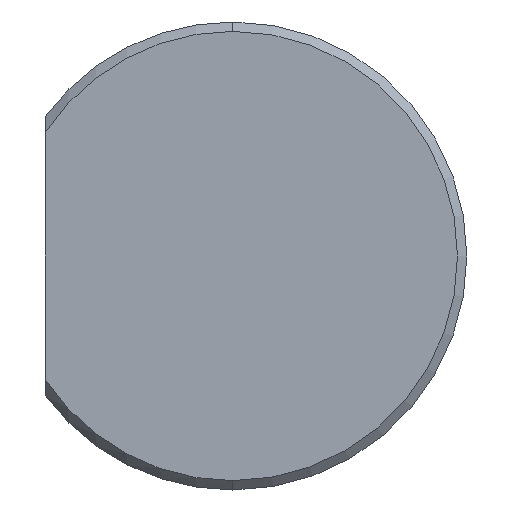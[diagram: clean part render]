
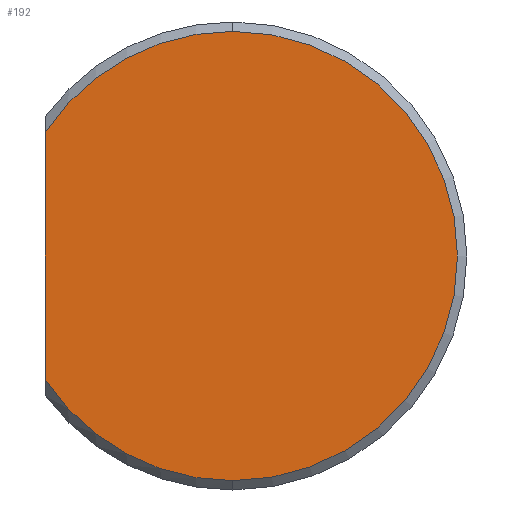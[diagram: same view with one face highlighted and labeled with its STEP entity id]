
A CAD part, front view. The second image highlights one B-rep face of the part: STEP entity #192.
In plain terms, the highlighted planar face has unit normal (0, -1, 0).
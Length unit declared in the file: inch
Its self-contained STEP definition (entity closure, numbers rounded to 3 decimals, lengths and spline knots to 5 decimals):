
#9 = EDGE_LOOP ( 'NONE', ( #394, #117, #46, #174 ) ) ;
#12 = CARTESIAN_POINT ( 'NONE',  ( -0.10015, 0., -0.06583 ) ) ;
#28 = VECTOR ( 'NONE', #300, 39.37008 ) ;
#31 = DIRECTION ( 'NONE',  ( 0., 1., 0. ) ) ;
#43 = AXIS2_PLACEMENT_3D ( 'NONE', #141, #361, #176 ) ;
#46 = ORIENTED_EDGE ( 'NONE', *, *, #47, .T. ) ;
#47 = EDGE_CURVE ( 'NONE', #287, #80, #272, .T. ) ;
#80 = VERTEX_POINT ( 'NONE', #303 ) ;
#89 = EDGE_CURVE ( 'NONE', #305, #404, #288, .T. ) ;
#101 = CARTESIAN_POINT ( 'NONE',  ( -0.10015, 0., -0.07455 ) ) ;
#102 = PLANE ( 'NONE',  #113 ) ;
#103 = EDGE_CURVE ( 'NONE', #305, #287, #248, .T. ) ;
#113 = AXIS2_PLACEMENT_3D ( 'NONE', #234, #31, #262 ) ;
#117 = ORIENTED_EDGE ( 'NONE', *, *, #103, .T. ) ;
#122 = CARTESIAN_POINT ( 'NONE',  ( -0.10015, 0., 0.06583 ) ) ;
#141 = CARTESIAN_POINT ( 'NONE',  ( 0., 0., 0. ) ) ;
#160 = AXIS2_PLACEMENT_3D ( 'NONE', #334, #384, #201 ) ;
#174 = ORIENTED_EDGE ( 'NONE', *, *, #342, .T. ) ;
#176 = DIRECTION ( 'NONE',  ( 0., 0., 1. ) ) ;
#192 = ADVANCED_FACE ( 'NONE', ( #325 ), #102, .F. ) ;
#199 = DIRECTION ( 'NONE',  ( 0., 0., 1. ) ) ;
#201 = DIRECTION ( 'NONE',  ( 0., 0., 1. ) ) ;
#234 = CARTESIAN_POINT ( 'NONE',  ( 0., 0., 0. ) ) ;
#248 = CIRCLE ( 'NONE', #160, 0.11985 ) ;
#250 = AXIS2_PLACEMENT_3D ( 'NONE', #275, #306, #199 ) ;
#262 = DIRECTION ( 'NONE',  ( 0., 0., 1. ) ) ;
#272 = CIRCLE ( 'NONE', #250, 0.11985 ) ;
#275 = CARTESIAN_POINT ( 'NONE',  ( 0., 0., 0. ) ) ;
#287 = VERTEX_POINT ( 'NONE', #398 ) ;
#288 = LINE ( 'NONE', #101, #28 ) ;
#300 = DIRECTION ( 'NONE',  ( 0., 0., 1. ) ) ;
#303 = CARTESIAN_POINT ( 'NONE',  ( 0., 0., 0.11985 ) ) ;
#305 = VERTEX_POINT ( 'NONE', #12 ) ;
#306 = DIRECTION ( 'NONE',  ( 0., -1., 0. ) ) ;
#313 = CIRCLE ( 'NONE', #43, 0.11985 ) ;
#325 = FACE_OUTER_BOUND ( 'NONE', #9, .T. ) ;
#334 = CARTESIAN_POINT ( 'NONE',  ( 0., 0., 0. ) ) ;
#342 = EDGE_CURVE ( 'NONE', #80, #404, #313, .T. ) ;
#361 = DIRECTION ( 'NONE',  ( 0., -1., 0. ) ) ;
#384 = DIRECTION ( 'NONE',  ( 0., -1., 0. ) ) ;
#394 = ORIENTED_EDGE ( 'NONE', *, *, #89, .F. ) ;
#398 = CARTESIAN_POINT ( 'NONE',  ( 0., 0., -0.11985 ) ) ;
#404 = VERTEX_POINT ( 'NONE', #122 ) ;
